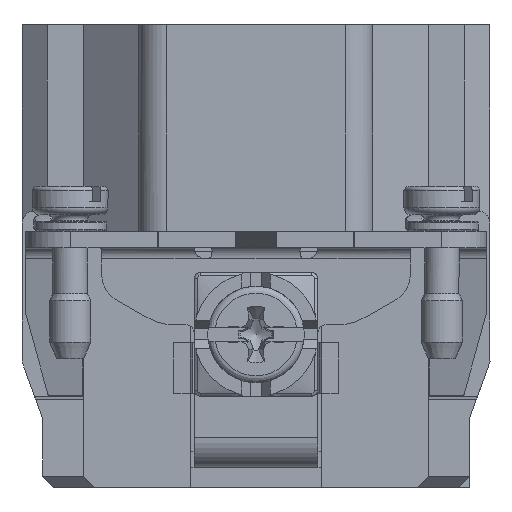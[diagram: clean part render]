
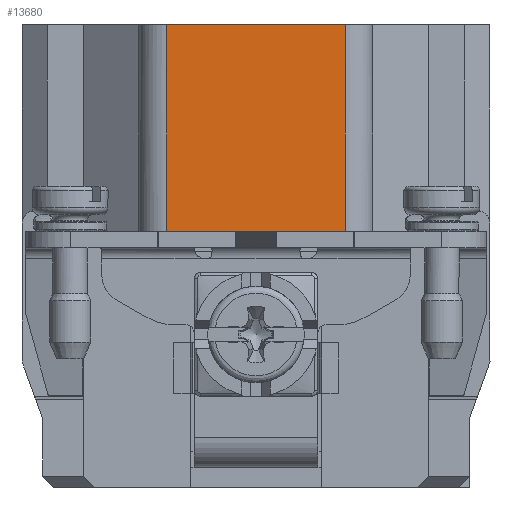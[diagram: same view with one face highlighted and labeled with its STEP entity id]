
A CAD part, left-side view. The second image highlights one B-rep face of the part: STEP entity #13680.
In plain terms, the highlighted planar face has unit normal (-1, 0, 0).
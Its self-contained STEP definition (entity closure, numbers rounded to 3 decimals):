
#13680=ADVANCED_FACE('',(#15607),#14835,.T.);
#14835=PLANE('',#42514);
#15607=FACE_OUTER_BOUND('',#17792,.T.);
#17792=EDGE_LOOP('',(#26504,#26505,#26506,#26507));
#19105=LINE('',#54267,#21280);
#19714=LINE('',#57153,#21889);
#19715=LINE('',#57155,#21890);
#19716=LINE('',#57157,#21891);
#21280=VECTOR('',#44749,1.);
#21889=VECTOR('',#47392,1.);
#21890=VECTOR('',#47395,1.);
#21891=VECTOR('',#47396,1.);
#26504=ORIENTED_EDGE('',*,*,#35375,.T.);
#26505=ORIENTED_EDGE('',*,*,#36404,.T.);
#26506=ORIENTED_EDGE('',*,*,#36405,.T.);
#26507=ORIENTED_EDGE('',*,*,#36406,.T.);
#32293=VERTEX_POINT('',#54266);
#32294=VERTEX_POINT('',#54268);
#33088=VERTEX_POINT('',#57152);
#33089=VERTEX_POINT('',#57156);
#35375=EDGE_CURVE('',#32294,#32293,#19105,.T.);
#36404=EDGE_CURVE('',#32293,#33088,#19714,.T.);
#36405=EDGE_CURVE('',#33088,#33089,#19715,.T.);
#36406=EDGE_CURVE('',#33089,#32294,#19716,.T.);
#42514=AXIS2_PLACEMENT_3D('',#57158,#47397,#47398);
#44749=DIRECTION('',(0.,-1.,0.));
#47392=DIRECTION('',(0.,0.,1.));
#47395=DIRECTION('',(0.,1.,0.));
#47396=DIRECTION('',(0.,0.,-1.));
#47397=DIRECTION('',(-1.,0.,0.));
#47398=DIRECTION('',(0.,-1.,0.));
#54266=CARTESIAN_POINT('',(-55.5,-6.5,1.2));
#54267=CARTESIAN_POINT('',(-55.5,6.5,1.2));
#54268=CARTESIAN_POINT('',(-55.5,6.5,1.2));
#57152=CARTESIAN_POINT('',(-55.5,-6.5,16.2));
#57153=CARTESIAN_POINT('',(-55.5,-6.5,1.2));
#57155=CARTESIAN_POINT('',(-55.5,-6.5,16.2));
#57156=CARTESIAN_POINT('',(-55.5,6.5,16.2));
#57157=CARTESIAN_POINT('',(-55.5,6.5,16.2));
#57158=CARTESIAN_POINT('',(-55.5,6.5,1.2));
